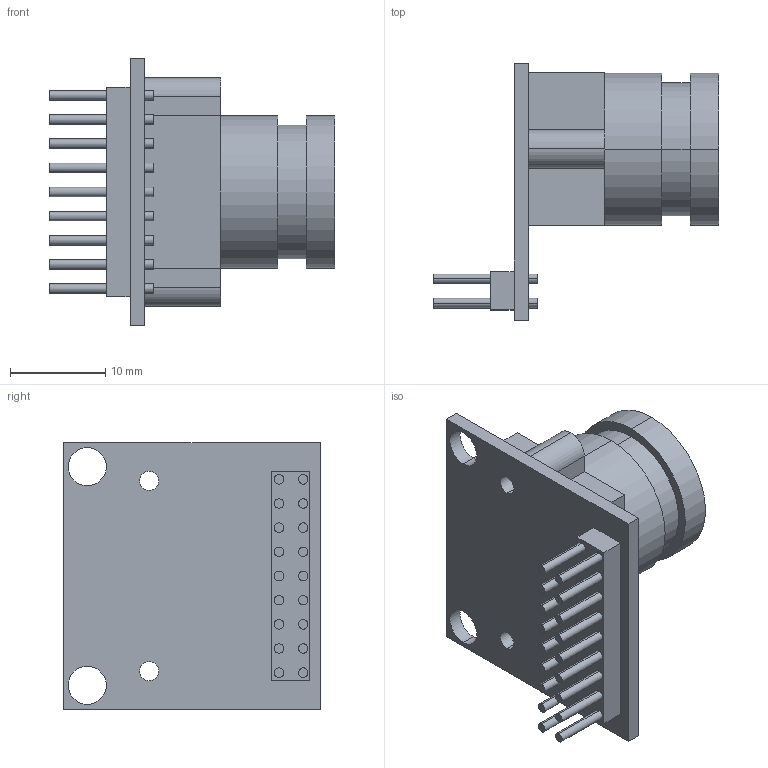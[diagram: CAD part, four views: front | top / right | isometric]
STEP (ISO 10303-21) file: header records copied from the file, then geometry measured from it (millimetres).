
FILE_DESCRIPTION (( 'STEP AP214' ), '1' );
FILE_NAME ('OV2640_SOLID.STEP', '2026-01-28T22:07:28', ( '' ), ( '' ), 'SwSTEP 2.0', 'SolidWorks 2025', '' );
FILE_SCHEMA (( 'AUTOMOTIVE_DESIGN' ));
Length unit declared in the file: millimetre
Products named in the file (1): OV2640_SOLID
Bounding box: 30 x 27 x 28 mm (x, y, z)
Volume: 5824.7 mm3; surface area: 3601.2 mm2
Topology: 1 solids, 1 shells, 154 faces, 331 edges, 220 vertices
Faces by surface type: cylinder 89, plane 63, cone 2
Entity records: 4302 total; most frequent: DIRECTION 825, CARTESIAN_POINT 706, ORIENTED_EDGE 662, AXIS2_PLACEMENT_3D 339, EDGE_CURVE 331, VERTEX_POINT 220, EDGE_LOOP 203, CIRCLE 184
